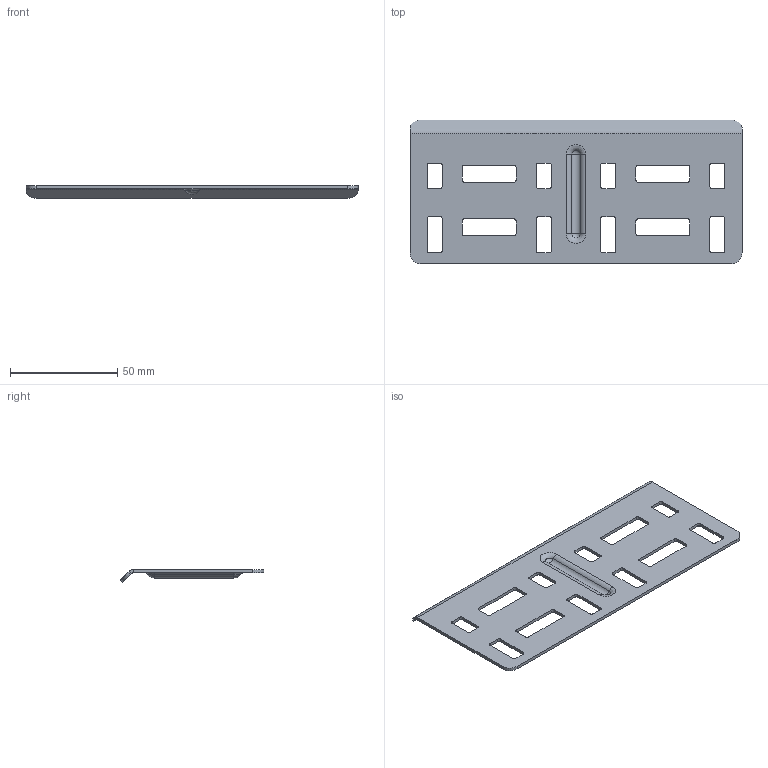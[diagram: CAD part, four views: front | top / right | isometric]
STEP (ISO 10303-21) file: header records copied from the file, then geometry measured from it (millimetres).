
FILE_DESCRIPTION (( 'STEP AP203' ), '1' );
FILE_NAME ('CLM51D-PS-080 Ïëàñòèíà ñîåäèíèòåëüíàÿ 80ìì IEK.STEP', '2023-05-31T10:39:52', ( '' ), ( '' ), 'SwSTEP 2.0', 'SolidWorks 2022', '' );
FILE_SCHEMA (( 'CONFIG_CONTROL_DESIGN' ));
Length unit declared in the file: millimetre
Products named in the file (1): CLM51D-PS-080 Пластина соединительная 80мм IEK
Bounding box: 155 x 66.95 x 6.01 mm (x, y, z)
Volume: 13556.4 mm3; surface area: 19613.3 mm2
Topology: 1 solids, 1 shells, 128 faces, 356 edges, 232 vertices
Faces by surface type: plane 60, cylinder 60, sphere 4, torus 4
Entity records: 4245 total; most frequent: DIRECTION 742, CARTESIAN_POINT 717, ORIENTED_EDGE 712, EDGE_CURVE 356, AXIS2_PLACEMENT_3D 257, VERTEX_POINT 232, VECTOR 228, LINE 228
